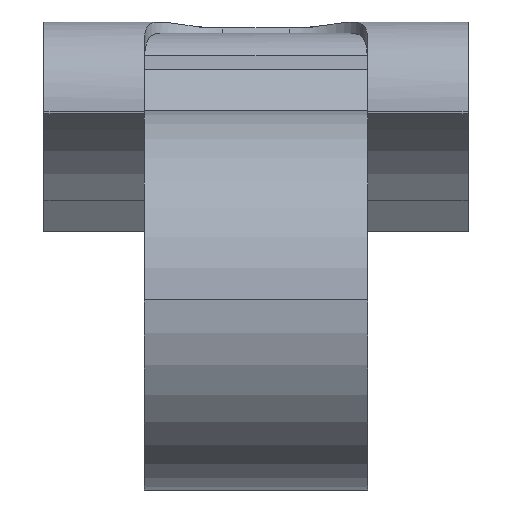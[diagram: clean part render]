
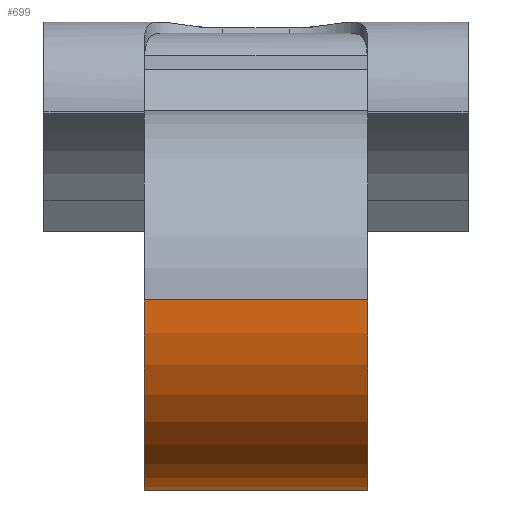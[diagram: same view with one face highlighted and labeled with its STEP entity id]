
A CAD part, top view. The second image highlights one B-rep face of the part: STEP entity #699.
In plain terms, the highlighted cylindrical face has radius 8.5 mm (diameter 17 mm), a partial arc.
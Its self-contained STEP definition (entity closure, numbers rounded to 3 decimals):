
#17 = CARTESIAN_POINT ( 'NONE',  ( 10., 0., -8.5 ) ) ;
#99 = DIRECTION ( 'NONE',  ( 0., 0., 1. ) ) ;
#100 = DIRECTION ( 'NONE',  ( 1., 0., 0. ) ) ;
#105 = DIRECTION ( 'NONE',  ( 0., 0., -1. ) ) ;
#110 = CYLINDRICAL_SURFACE ( 'NONE', #643, 8.5 ) ;
#233 = CARTESIAN_POINT ( 'NONE',  ( 0., 0., 8.5 ) ) ;
#245 = FACE_OUTER_BOUND ( 'NONE', #739, .T. ) ;
#275 = VERTEX_POINT ( 'NONE', #233 ) ;
#286 = CIRCLE ( 'NONE', #629, 8.5 ) ;
#367 = ORIENTED_EDGE ( 'NONE', *, *, #817, .F. ) ;
#390 = VERTEX_POINT ( 'NONE', #1120 ) ;
#436 = DIRECTION ( 'NONE',  ( -1., 0., 0. ) ) ;
#442 = CARTESIAN_POINT ( 'NONE',  ( 10., 0., -8.5 ) ) ;
#473 = CIRCLE ( 'NONE', #762, 8.5 ) ;
#476 = CARTESIAN_POINT ( 'NONE',  ( 10., 0., 0. ) ) ;
#520 = VECTOR ( 'NONE', #436, 1000. ) ;
#527 = EDGE_CURVE ( 'NONE', #911, #275, #825, .T. ) ;
#535 = VERTEX_POINT ( 'NONE', #442 ) ;
#549 = DIRECTION ( 'NONE',  ( 0., 0., -1. ) ) ;
#553 = ORIENTED_EDGE ( 'NONE', *, *, #527, .T. ) ;
#609 = EDGE_CURVE ( 'NONE', #275, #390, #286, .T. ) ;
#629 = AXIS2_PLACEMENT_3D ( 'NONE', #631, #100, #549 ) ;
#631 = CARTESIAN_POINT ( 'NONE',  ( 0., 0., 0. ) ) ;
#643 = AXIS2_PLACEMENT_3D ( 'NONE', #476, #1082, #99 ) ;
#699 = ADVANCED_FACE ( 'NONE', ( #245 ), #110, .T. ) ;
#739 = EDGE_LOOP ( 'NONE', ( #367, #1108, #553, #1124 ) ) ;
#762 = AXIS2_PLACEMENT_3D ( 'NONE', #886, #789, #105 ) ;
#771 = VECTOR ( 'NONE', #1058, 1000. ) ;
#789 = DIRECTION ( 'NONE',  ( 1., 0., 0. ) ) ;
#812 = EDGE_CURVE ( 'NONE', #911, #535, #473, .T. ) ;
#815 = CARTESIAN_POINT ( 'NONE',  ( 10., 0., 8.5 ) ) ;
#817 = EDGE_CURVE ( 'NONE', #535, #390, #906, .T. ) ;
#825 = LINE ( 'NONE', #953, #520 ) ;
#886 = CARTESIAN_POINT ( 'NONE',  ( 10., 0., 0. ) ) ;
#906 = LINE ( 'NONE', #17, #771 ) ;
#911 = VERTEX_POINT ( 'NONE', #815 ) ;
#953 = CARTESIAN_POINT ( 'NONE',  ( 10., 0., 8.5 ) ) ;
#1058 = DIRECTION ( 'NONE',  ( -1., 0., 0. ) ) ;
#1082 = DIRECTION ( 'NONE',  ( -1., 0., 0. ) ) ;
#1108 = ORIENTED_EDGE ( 'NONE', *, *, #812, .F. ) ;
#1120 = CARTESIAN_POINT ( 'NONE',  ( 0., 0., -8.5 ) ) ;
#1124 = ORIENTED_EDGE ( 'NONE', *, *, #609, .T. ) ;
